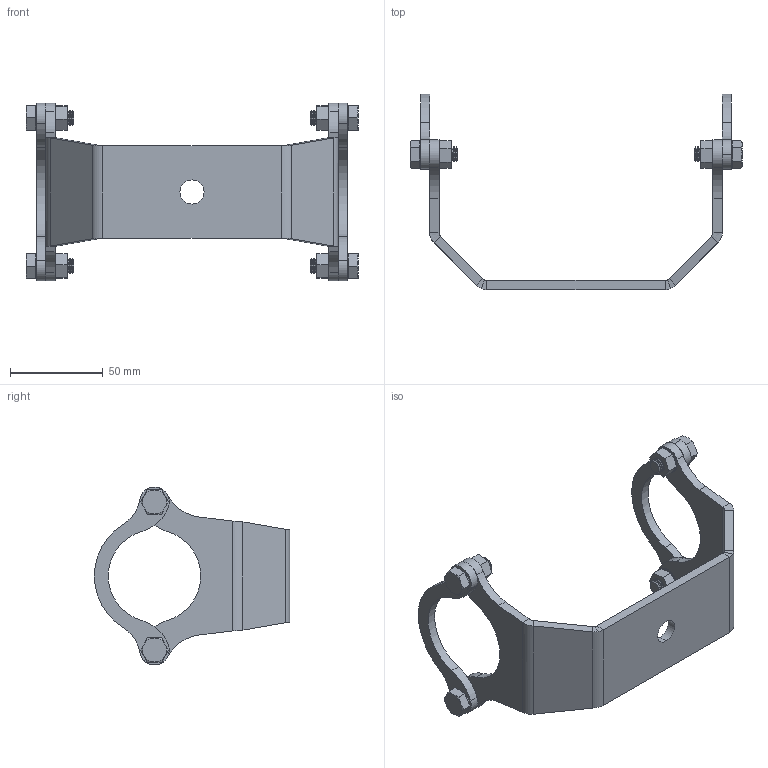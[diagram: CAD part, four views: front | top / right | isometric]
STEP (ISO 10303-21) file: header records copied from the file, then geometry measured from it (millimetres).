
FILE_DESCRIPTION (( 'STEP AP203' ), '1' );
FILE_NAME ('T30415.STEP', '2023-01-27T12:42:26', ( '' ), ( '' ), 'SwSTEP 2.0', 'SolidWorks 2022', '' );
FILE_SCHEMA (( 'CONFIG_CONTROL_DESIGN' ));
Length unit declared in the file: millimetre
Products named in the file (5): Hex Screw GradeC_Doughty Fastners_BS EN 24018 - M8 x 20-WS; F936; T30415; TH4493; TH4494
Assembly tree (11 placements, depth 2):
  T30415
    TH4493
    TH4494  x2
    Hex Screw GradeC_Doughty Fastners_BS EN 24018 - M8 x 20-WS  x4
    F936  x4
Bounding box: 179.41 x 105.53 x 96 mm (x, y, z)
Volume: 86655.4 mm3; surface area: 46621.1 mm2
Topology: 11 solids, 11 shells, 968 faces, 2514 edges, 1572 vertices
Faces by surface type: cylinder 472, cone 272, plane 216, bspline 8
Entity records: 10067 total; most frequent: CARTESIAN_POINT 1795, DIRECTION 1752, ORIENTED_EDGE 1536, EDGE_CURVE 768, AXIS2_PLACEMENT_3D 723, VERTEX_POINT 478, CIRCLE 418, EDGE_LOOP 316
